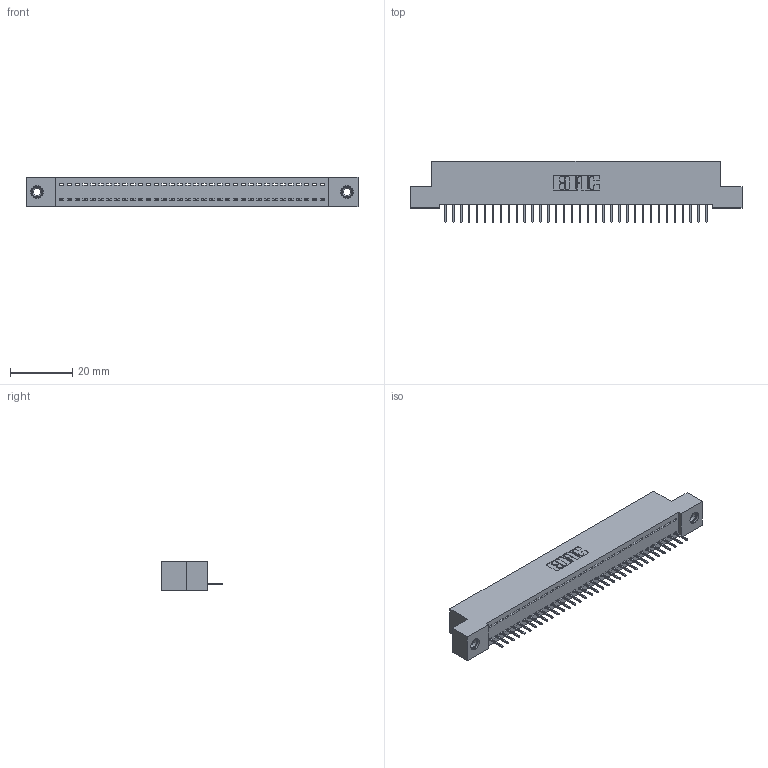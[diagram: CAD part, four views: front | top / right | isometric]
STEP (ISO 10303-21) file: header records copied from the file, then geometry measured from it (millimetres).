
FILE_DESCRIPTION (( 'STEP AP203' ), '1' );
FILE_NAME ('342-034-524-108.STEP', '2019-10-02T12:08:17', ( '' ), ( '' ), 'SwSTEP 2.0', 'SolidWorks 2016', '' );
FILE_SCHEMA (( 'CONFIG_CONTROL_DESIGN' ));
Length unit declared in the file: inch
Products named in the file (4): 345-250-001_345-250-003-102; 342-034-524-108; 342 Part_TI; 345-292-001_345-293-124
Assembly tree (37 placements, depth 2):
  342-034-524-108
    342 Part_TI
    345-292-001_345-293-124  x34
    345-250-001_345-250-003-102  x2
Bounding box: 106.68 x 19.69 x 9.4 mm (x, y, z)
Volume: 9184.2 mm3; surface area: 12937.9 mm2
Topology: 37 solids, 37 shells, 2278 faces, 6555 edges, 4226 vertices
Faces by surface type: plane 1730, cylinder 532, cone 12, torus 4
Entity records: 22948 total; most frequent: CARTESIAN_POINT 3939, ORIENTED_EDGE 3902, DIRECTION 3373, EDGE_CURVE 1951, VECTOR 1807, LINE 1807, VERTEX_POINT 1292, AXIS2_PLACEMENT_3D 783
